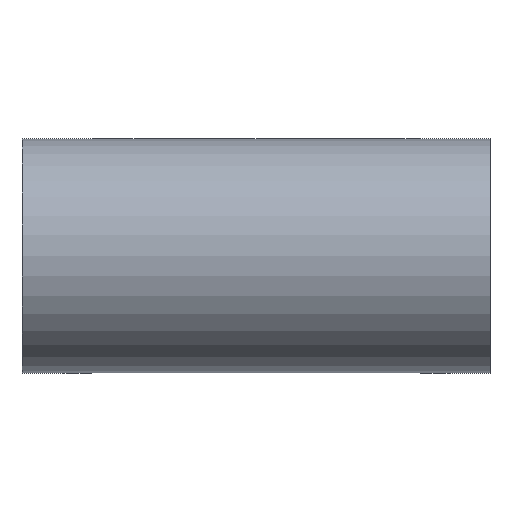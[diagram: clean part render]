
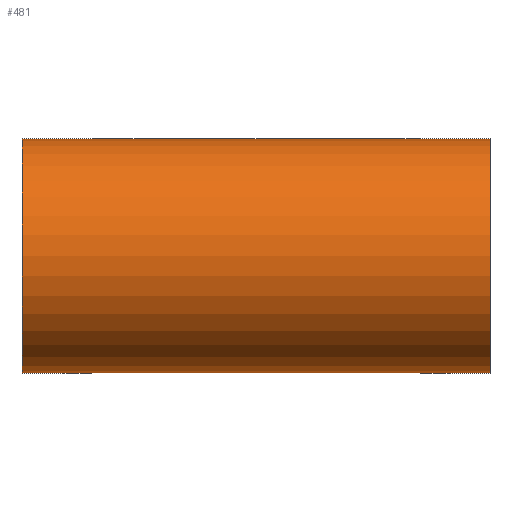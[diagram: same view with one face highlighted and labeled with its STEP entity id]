
A CAD part, top view. The second image highlights one B-rep face of the part: STEP entity #481.
In plain terms, the highlighted cylindrical face has radius 15 mm (diameter 30 mm), a partial arc.
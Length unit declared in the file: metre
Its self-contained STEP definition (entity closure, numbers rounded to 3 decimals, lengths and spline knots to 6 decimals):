
#35=CYLINDRICAL_SURFACE('',#542,0.015);
#42=CIRCLE('',#506,0.015);
#47=CIRCLE('',#518,0.015);
#176=ORIENTED_EDGE('',*,*,#224,.F.);
#177=ORIENTED_EDGE('',*,*,#221,.T.);
#178=ORIENTED_EDGE('',*,*,#181,.T.);
#179=ORIENTED_EDGE('',*,*,#199,.F.);
#181=EDGE_CURVE('',#244,#242,#291,.T.);
#199=EDGE_CURVE('',#259,#242,#42,.T.);
#221=EDGE_CURVE('',#275,#244,#47,.F.);
#224=EDGE_CURVE('',#275,#259,#319,.T.);
#242=VERTEX_POINT('',#682);
#244=VERTEX_POINT('',#685);
#259=VERTEX_POINT('',#731);
#275=VERTEX_POINT('',#794);
#291=LINE('',#684,#329);
#319=LINE('',#799,#357);
#329=VECTOR('',#548,1.);
#357=VECTOR('',#624,1.);
#401=EDGE_LOOP('',(#176,#177,#178,#179));
#441=FACE_BOUND('',#401,.T.);
#481=ADVANCED_FACE('',(#441),#35,.T.);
#506=AXIS2_PLACEMENT_3D('',#730,#579,#580);
#518=AXIS2_PLACEMENT_3D('',#793,#618,#619);
#542=AXIS2_PLACEMENT_3D('',#853,#677,#678);
#548=DIRECTION('',(-1.,0.,0.));
#579=DIRECTION('',(-1.,0.,0.));
#580=DIRECTION('',(0.,0.,1.));
#618=DIRECTION('',(1.,0.,0.));
#619=DIRECTION('',(0.,0.,-1.));
#624=DIRECTION('',(-1.,0.,0.));
#677=DIRECTION('',(-1.,0.,0.));
#678=DIRECTION('',(0.,0.,1.));
#682=CARTESIAN_POINT('',(-0.03,0.,0.006));
#684=CARTESIAN_POINT('',(0.030002,0.,0.006));
#685=CARTESIAN_POINT('',(0.03,0.,0.006));
#730=CARTESIAN_POINT('',(-0.03,-0.015,0.006));
#731=CARTESIAN_POINT('',(-0.03,-0.03,0.006));
#793=CARTESIAN_POINT('',(0.03,-0.015,0.006));
#794=CARTESIAN_POINT('',(0.03,-0.03,0.006));
#799=CARTESIAN_POINT('',(0.030002,-0.03,0.006));
#853=CARTESIAN_POINT('',(0.030002,-0.015,0.006));
